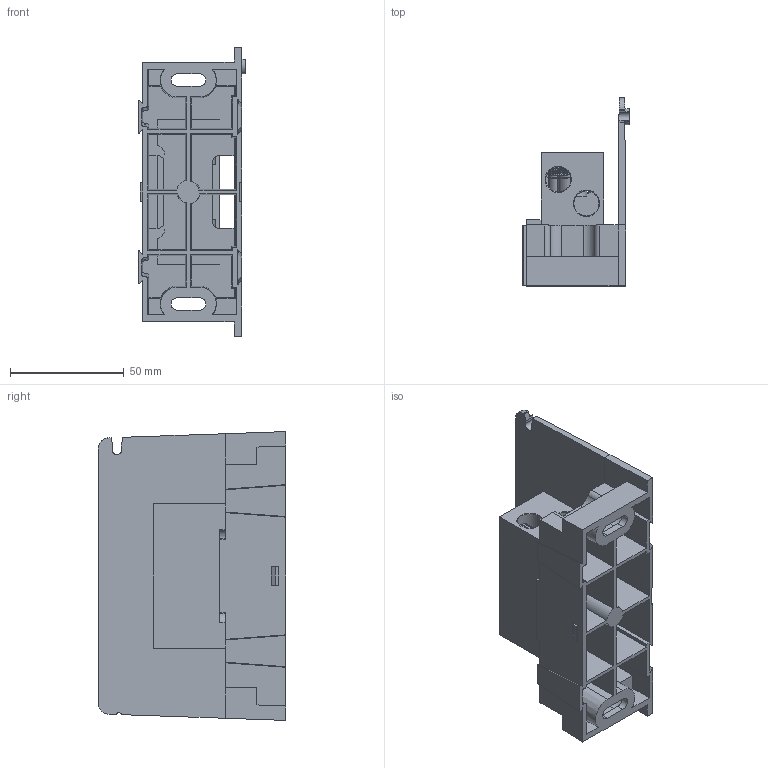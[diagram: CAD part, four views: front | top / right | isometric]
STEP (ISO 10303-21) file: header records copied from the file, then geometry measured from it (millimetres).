
FILE_DESCRIPTION (( 'STEP AP214' ), '1' );
FILE_NAME ('701899rev-ADDER.STEP', '2018-08-10T19:01:24', ( '' ), ( '' ), 'SwSTEP 2.0', 'SolidWorks 2017', '' );
FILE_SCHEMA (( 'AUTOMOTIVE_DESIGN' ));
Length unit declared in the file: inch
Products named in the file (2): 701899rev-ADDER
Bounding box: 46.93 x 82.55 x 127.01 mm (x, y, z)
Surface area: 56873.2 mm2 (no closed solid volume)
Topology: 0 solids, 14 shells, 245 faces, 742 edges, 499 vertices
Faces by surface type: plane 149, cylinder 65, cone 31
Full cylindrical faces by diameter (mm): 8.611 x2, 9.525 x7, 11.112 x4, 12.7 x1
Entity records: 11774 total; most frequent: CARTESIAN_POINT 2326, DIRECTION 1223, ORIENTED_EDGE 1214, EDGE_CURVE 688, VERTEX_POINT 484, LINE 473, VECTOR 473, AXIS2_PLACEMENT_3D 375
